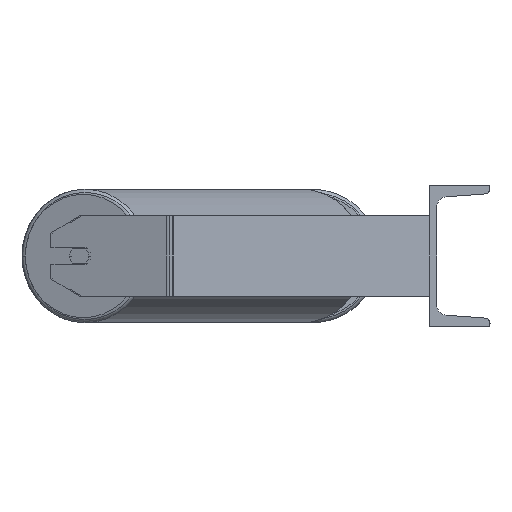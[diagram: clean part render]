
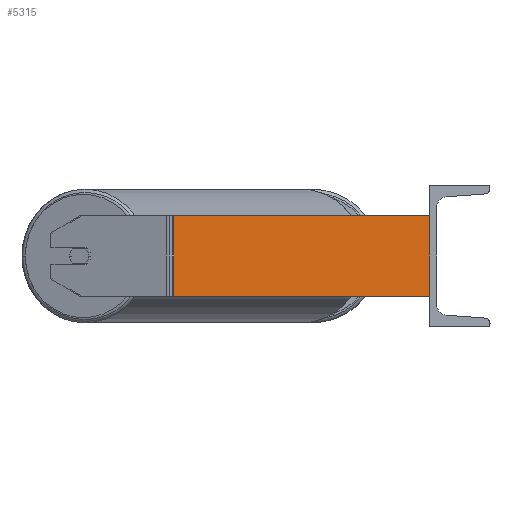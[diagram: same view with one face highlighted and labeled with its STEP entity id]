
A CAD part, left-side view. The second image highlights one B-rep face of the part: STEP entity #5315.
In plain terms, the highlighted planar face has unit normal (-0.996, -0.087, 0).
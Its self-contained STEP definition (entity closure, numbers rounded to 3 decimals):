
#378 = CARTESIAN_POINT ( 'NONE',  ( -1007.642, 258.795, -40. ) ) ;
#682 = CARTESIAN_POINT ( 'NONE',  ( -985., 0., 40. ) ) ;
#784 = VERTEX_POINT ( 'NONE', #8842 ) ;
#866 = CARTESIAN_POINT ( 'NONE',  ( -985., 0., -40. ) ) ;
#1018 = CARTESIAN_POINT ( 'NONE',  ( -985., 0., 40. ) ) ;
#1082 = VECTOR ( 'NONE', #6647, 1000. ) ;
#1860 = CARTESIAN_POINT ( 'NONE',  ( -1007.332, 255.261, 40. ) ) ;
#1931 = EDGE_CURVE ( 'NONE', #7338, #7434, #6515, .T. ) ;
#1932 = CARTESIAN_POINT ( 'NONE',  ( -1007.642, 258.795, 40. ) ) ;
#2507 = LINE ( 'NONE', #1860, #8232 ) ;
#3001 = CARTESIAN_POINT ( 'NONE',  ( -1007.642, 258.795, 40. ) ) ;
#3480 = AXIS2_PLACEMENT_3D ( 'NONE', #1932, #8766, #6730 ) ;
#3803 = EDGE_CURVE ( 'NONE', #8400, #7434, #8190, .T. ) ;
#3860 = FACE_OUTER_BOUND ( 'NONE', #4643, .T. ) ;
#3984 = ORIENTED_EDGE ( 'NONE', *, *, #6779, .T. ) ;
#4398 = EDGE_CURVE ( 'NONE', #784, #7338, #7826, .T. ) ;
#4643 = EDGE_LOOP ( 'NONE', ( #7398, #8005, #8365, #3984 ) ) ;
#5035 = DIRECTION ( 'NONE',  ( 0.087, -0.996, 0. ) ) ;
#5310 = DIRECTION ( 'NONE',  ( 0.087, -0.996, 0. ) ) ;
#5314 = DIRECTION ( 'NONE',  ( 0., 0., -1. ) ) ;
#5315 = ADVANCED_FACE ( 'NONE', ( #3860 ), #7373, .F. ) ;
#5518 = VECTOR ( 'NONE', #5035, 1000. ) ;
#5636 = VECTOR ( 'NONE', #5310, 1000. ) ;
#6515 = LINE ( 'NONE', #1018, #1082 ) ;
#6616 = CARTESIAN_POINT ( 'NONE',  ( -1007.332, 255.261, -40. ) ) ;
#6647 = DIRECTION ( 'NONE',  ( 0., 0., -1. ) ) ;
#6730 = DIRECTION ( 'NONE',  ( -0.087, 0.996, 0. ) ) ;
#6779 = EDGE_CURVE ( 'NONE', #784, #8400, #2507, .T. ) ;
#7338 = VERTEX_POINT ( 'NONE', #682 ) ;
#7373 = PLANE ( 'NONE',  #3480 ) ;
#7398 = ORIENTED_EDGE ( 'NONE', *, *, #3803, .T. ) ;
#7434 = VERTEX_POINT ( 'NONE', #866 ) ;
#7826 = LINE ( 'NONE', #3001, #5518 ) ;
#8005 = ORIENTED_EDGE ( 'NONE', *, *, #1931, .F. ) ;
#8190 = LINE ( 'NONE', #378, #5636 ) ;
#8232 = VECTOR ( 'NONE', #5314, 1000. ) ;
#8365 = ORIENTED_EDGE ( 'NONE', *, *, #4398, .F. ) ;
#8400 = VERTEX_POINT ( 'NONE', #6616 ) ;
#8766 = DIRECTION ( 'NONE',  ( 0.996, 0.087, 0. ) ) ;
#8842 = CARTESIAN_POINT ( 'NONE',  ( -1007.332, 255.261, 40. ) ) ;
